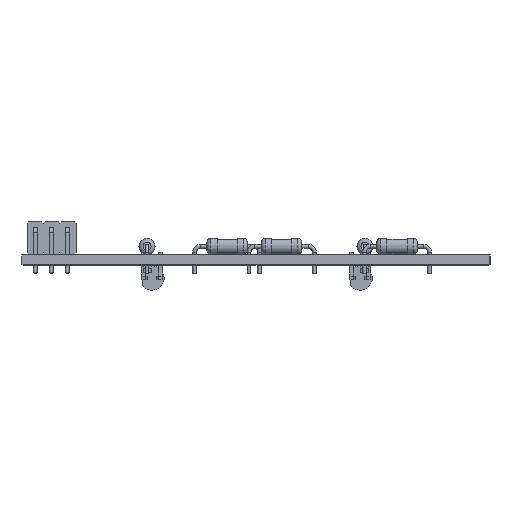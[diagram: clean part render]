
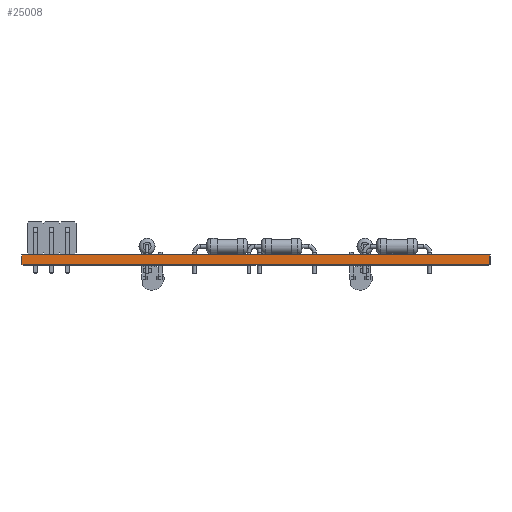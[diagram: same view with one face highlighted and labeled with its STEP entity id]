
A CAD part, left-side view. The second image highlights one B-rep face of the part: STEP entity #25008.
In plain terms, the highlighted planar face has unit normal (-1, 0, 0).
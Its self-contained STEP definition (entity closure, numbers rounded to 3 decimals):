
#23813 = VERTEX_POINT('',#23814);
#23814 = CARTESIAN_POINT('',(36.5,-25.5,0.));
#23820 = EDGE_CURVE('',#23821,#23813,#23823,.T.);
#23821 = VERTEX_POINT('',#23822);
#23822 = CARTESIAN_POINT('',(36.5,-98.5,0.));
#23823 = LINE('',#23824,#23825);
#23824 = CARTESIAN_POINT('',(36.5,-98.5,0.));
#23825 = VECTOR('',#23826,1.);
#23826 = DIRECTION('',(0.,1.,0.));
#24397 = VERTEX_POINT('',#24398);
#24398 = CARTESIAN_POINT('',(36.5,-25.5,1.51));
#24404 = EDGE_CURVE('',#24405,#24397,#24407,.T.);
#24405 = VERTEX_POINT('',#24406);
#24406 = CARTESIAN_POINT('',(36.5,-98.5,1.51));
#24407 = LINE('',#24408,#24409);
#24408 = CARTESIAN_POINT('',(36.5,-98.5,1.51));
#24409 = VECTOR('',#24410,1.);
#24410 = DIRECTION('',(0.,1.,0.));
#24978 = EDGE_CURVE('',#23813,#24397,#24979,.T.);
#24979 = LINE('',#24980,#24981);
#24980 = CARTESIAN_POINT('',(36.5,-25.5,0.));
#24981 = VECTOR('',#24982,1.);
#24982 = DIRECTION('',(0.,0.,1.));
#25008 = ADVANCED_FACE('',(#25009),#25020,.T.);
#25009 = FACE_BOUND('',#25010,.T.);
#25010 = EDGE_LOOP('',(#25011,#25017,#25018,#25019));
#25011 = ORIENTED_EDGE('',*,*,#25012,.T.);
#25012 = EDGE_CURVE('',#23821,#24405,#25013,.T.);
#25013 = LINE('',#25014,#25015);
#25014 = CARTESIAN_POINT('',(36.5,-98.5,0.));
#25015 = VECTOR('',#25016,1.);
#25016 = DIRECTION('',(0.,0.,1.));
#25017 = ORIENTED_EDGE('',*,*,#24404,.T.);
#25018 = ORIENTED_EDGE('',*,*,#24978,.F.);
#25019 = ORIENTED_EDGE('',*,*,#23820,.F.);
#25020 = PLANE('',#25021);
#25021 = AXIS2_PLACEMENT_3D('',#25022,#25023,#25024);
#25022 = CARTESIAN_POINT('',(36.5,-98.5,0.));
#25023 = DIRECTION('',(-1.,0.,0.));
#25024 = DIRECTION('',(0.,1.,0.));
